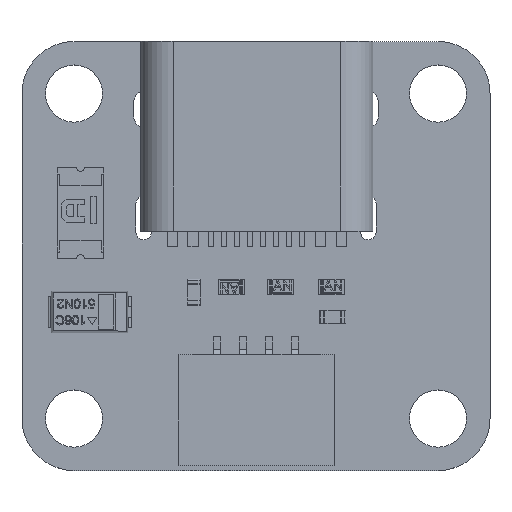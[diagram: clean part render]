
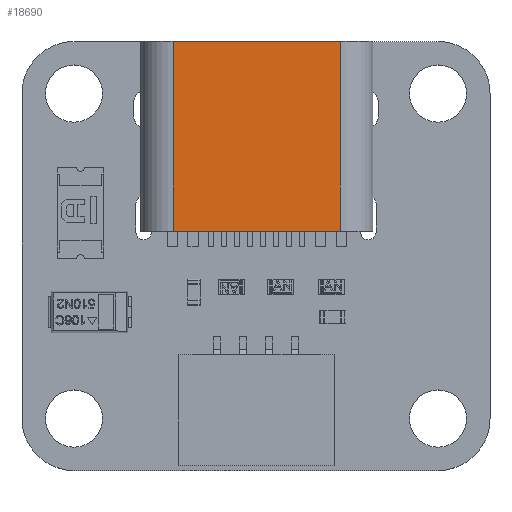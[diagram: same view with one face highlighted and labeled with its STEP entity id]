
A CAD part, top view. The second image highlights one B-rep face of the part: STEP entity #18690.
In plain terms, the highlighted face is planar.
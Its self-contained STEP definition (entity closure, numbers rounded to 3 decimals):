
#10293 = PLANE('',#10294);
#10294 = AXIS2_PLACEMENT_3D('',#10295,#10296,#10297);
#10295 = CARTESIAN_POINT('',(4.47,1.605,-7.3));
#10296 = DIRECTION('',(0.,0.,-1.));
#10297 = DIRECTION('',(-1.,0.,0.));
#12506 = VERTEX_POINT('',#12507);
#12507 = CARTESIAN_POINT('',(1.255,3.21,-7.3));
#12526 = CYLINDRICAL_SURFACE('',#12527,1.255);
#12527 = AXIS2_PLACEMENT_3D('',#12528,#12529,#12530);
#12528 = CARTESIAN_POINT('',(1.255,1.955,0.));
#12529 = DIRECTION('',(0.,0.,-1.));
#12530 = DIRECTION('',(-0.707,0.707,0.));
#12538 = EDGE_CURVE('',#12506,#12539,#12541,.T.);
#12539 = VERTEX_POINT('',#12540);
#12540 = CARTESIAN_POINT('',(7.685,3.21,-7.3));
#12541 = SURFACE_CURVE('',#12542,(#12546,#12553),.PCURVE_S1.);
#12542 = LINE('',#12543,#12544);
#12543 = CARTESIAN_POINT('',(8.94,3.21,-7.3));
#12544 = VECTOR('',#12545,1.);
#12545 = DIRECTION('',(1.,0.,0.));
#12546 = PCURVE('',#10293,#12547);
#12547 = DEFINITIONAL_REPRESENTATION('',(#12548),#12552);
#12548 = LINE('',#12549,#12550);
#12549 = CARTESIAN_POINT('',(-4.47,1.605));
#12550 = VECTOR('',#12551,1.);
#12551 = DIRECTION('',(-1.,0.));
#12552 = ( GEOMETRIC_REPRESENTATION_CONTEXT(2) 
PARAMETRIC_REPRESENTATION_CONTEXT() REPRESENTATION_CONTEXT('2D SPACE',''
  ) );
#12553 = PCURVE('',#12554,#12559);
#12554 = PLANE('',#12555);
#12555 = AXIS2_PLACEMENT_3D('',#12556,#12557,#12558);
#12556 = CARTESIAN_POINT('',(0.,3.21,0.));
#12557 = DIRECTION('',(0.,1.,0.));
#12558 = DIRECTION('',(1.,0.,0.));
#12559 = DEFINITIONAL_REPRESENTATION('',(#12560),#12564);
#12560 = LINE('',#12561,#12562);
#12561 = CARTESIAN_POINT('',(8.94,7.3));
#12562 = VECTOR('',#12563,1.);
#12563 = DIRECTION('',(1.,0.));
#12564 = ( GEOMETRIC_REPRESENTATION_CONTEXT(2) 
PARAMETRIC_REPRESENTATION_CONTEXT() REPRESENTATION_CONTEXT('2D SPACE',''
  ) );
#12587 = CYLINDRICAL_SURFACE('',#12588,1.255);
#12588 = AXIS2_PLACEMENT_3D('',#12589,#12590,#12591);
#12589 = CARTESIAN_POINT('',(7.685,1.955,0.));
#12590 = DIRECTION('',(0.,0.,-1.));
#12591 = DIRECTION('',(0.707,0.707,0.));
#14604 = PLANE('',#14605);
#14605 = AXIS2_PLACEMENT_3D('',#14606,#14607,#14608);
#14606 = CARTESIAN_POINT('',(4.47,1.605,0.));
#14607 = DIRECTION('',(0.,0.,1.));
#14608 = DIRECTION('',(1.,0.,-0.));
#18420 = VERTEX_POINT('',#18421);
#18421 = CARTESIAN_POINT('',(7.685,3.21,0.));
#18447 = EDGE_CURVE('',#18420,#18448,#18450,.T.);
#18448 = VERTEX_POINT('',#18449);
#18449 = CARTESIAN_POINT('',(1.255,3.21,0.));
#18450 = SURFACE_CURVE('',#18451,(#18455,#18462),.PCURVE_S1.);
#18451 = LINE('',#18452,#18453);
#18452 = CARTESIAN_POINT('',(8.94,3.21,0.));
#18453 = VECTOR('',#18454,1.);
#18454 = DIRECTION('',(-1.,0.,0.));
#18455 = PCURVE('',#14604,#18456);
#18456 = DEFINITIONAL_REPRESENTATION('',(#18457),#18461);
#18457 = LINE('',#18458,#18459);
#18458 = CARTESIAN_POINT('',(4.47,1.605));
#18459 = VECTOR('',#18460,1.);
#18460 = DIRECTION('',(-1.,0.));
#18461 = ( GEOMETRIC_REPRESENTATION_CONTEXT(2) 
PARAMETRIC_REPRESENTATION_CONTEXT() REPRESENTATION_CONTEXT('2D SPACE',''
  ) );
#18462 = PCURVE('',#12554,#18463);
#18463 = DEFINITIONAL_REPRESENTATION('',(#18464),#18468);
#18464 = LINE('',#18465,#18466);
#18465 = CARTESIAN_POINT('',(8.94,0.));
#18466 = VECTOR('',#18467,1.);
#18467 = DIRECTION('',(-1.,0.));
#18468 = ( GEOMETRIC_REPRESENTATION_CONTEXT(2) 
PARAMETRIC_REPRESENTATION_CONTEXT() REPRESENTATION_CONTEXT('2D SPACE',''
  ) );
#18533 = EDGE_CURVE('',#12539,#18420,#18534,.T.);
#18534 = SURFACE_CURVE('',#18535,(#18539,#18546),.PCURVE_S1.);
#18535 = LINE('',#18536,#18537);
#18536 = CARTESIAN_POINT('',(7.685,3.21,0.));
#18537 = VECTOR('',#18538,1.);
#18538 = DIRECTION('',(0.,0.,1.));
#18539 = PCURVE('',#12587,#18540);
#18540 = DEFINITIONAL_REPRESENTATION('',(#18541),#18545);
#18541 = LINE('',#18542,#18543);
#18542 = CARTESIAN_POINT('',(5.498,0.));
#18543 = VECTOR('',#18544,1.);
#18544 = DIRECTION('',(0.,-1.));
#18545 = ( GEOMETRIC_REPRESENTATION_CONTEXT(2) 
PARAMETRIC_REPRESENTATION_CONTEXT() REPRESENTATION_CONTEXT('2D SPACE',''
  ) );
#18546 = PCURVE('',#12554,#18547);
#18547 = DEFINITIONAL_REPRESENTATION('',(#18548),#18552);
#18548 = LINE('',#18549,#18550);
#18549 = CARTESIAN_POINT('',(7.685,0.));
#18550 = VECTOR('',#18551,1.);
#18551 = DIRECTION('',(0.,-1.));
#18552 = ( GEOMETRIC_REPRESENTATION_CONTEXT(2) 
PARAMETRIC_REPRESENTATION_CONTEXT() REPRESENTATION_CONTEXT('2D SPACE',''
  ) );
#18562 = EDGE_CURVE('',#18448,#12506,#18563,.T.);
#18563 = SURFACE_CURVE('',#18564,(#18568,#18575),.PCURVE_S1.);
#18564 = LINE('',#18565,#18566);
#18565 = CARTESIAN_POINT('',(1.255,3.21,0.));
#18566 = VECTOR('',#18567,1.);
#18567 = DIRECTION('',(0.,0.,-1.));
#18568 = PCURVE('',#12526,#18569);
#18569 = DEFINITIONAL_REPRESENTATION('',(#18570),#18574);
#18570 = LINE('',#18571,#18572);
#18571 = CARTESIAN_POINT('',(7.069,0.));
#18572 = VECTOR('',#18573,1.);
#18573 = DIRECTION('',(0.,1.));
#18574 = ( GEOMETRIC_REPRESENTATION_CONTEXT(2) 
PARAMETRIC_REPRESENTATION_CONTEXT() REPRESENTATION_CONTEXT('2D SPACE',''
  ) );
#18575 = PCURVE('',#12554,#18576);
#18576 = DEFINITIONAL_REPRESENTATION('',(#18577),#18581);
#18577 = LINE('',#18578,#18579);
#18578 = CARTESIAN_POINT('',(1.255,0.));
#18579 = VECTOR('',#18580,1.);
#18580 = DIRECTION('',(0.,1.));
#18581 = ( GEOMETRIC_REPRESENTATION_CONTEXT(2) 
PARAMETRIC_REPRESENTATION_CONTEXT() REPRESENTATION_CONTEXT('2D SPACE',''
  ) );
#18690 = ADVANCED_FACE('',(#18691),#12554,.T.);
#18691 = FACE_BOUND('',#18692,.T.);
#18692 = EDGE_LOOP('',(#18693,#18694,#18695,#18696));
#18693 = ORIENTED_EDGE('',*,*,#18533,.F.);
#18694 = ORIENTED_EDGE('',*,*,#12538,.F.);
#18695 = ORIENTED_EDGE('',*,*,#18562,.F.);
#18696 = ORIENTED_EDGE('',*,*,#18447,.F.);
